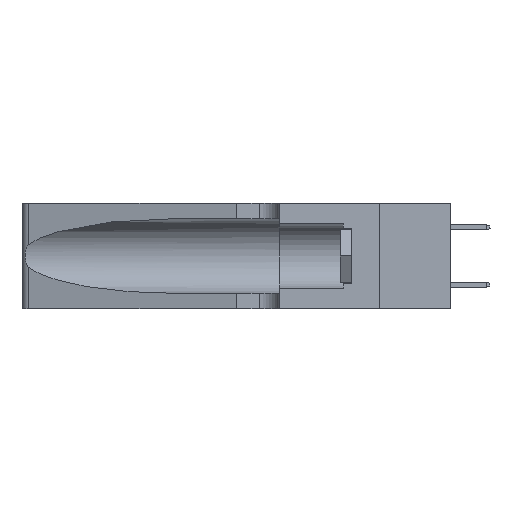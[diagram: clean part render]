
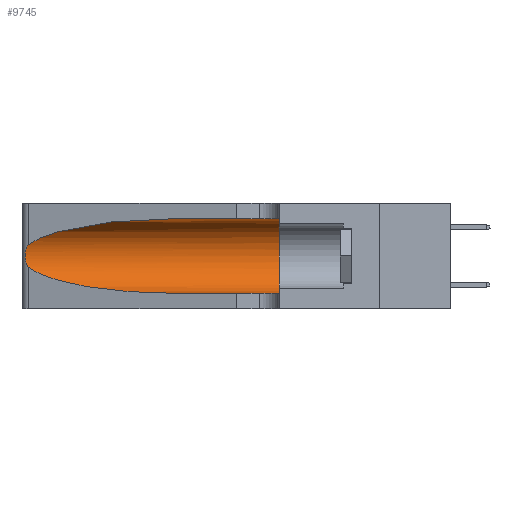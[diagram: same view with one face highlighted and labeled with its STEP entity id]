
A CAD part, left-side view. The second image highlights one B-rep face of the part: STEP entity #9745.
In plain terms, the highlighted cylindrical face has radius 3.308 mm (diameter 6.617 mm), a partial arc.
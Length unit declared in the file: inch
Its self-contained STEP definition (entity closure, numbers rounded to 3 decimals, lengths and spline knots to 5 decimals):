
#1838 = CIRCLE ( 'NONE', #3268, 0.13025 ) ;
#2018 = CARTESIAN_POINT ( 'NONE',  ( 0.25487, 1.22718, 0.22369 ) ) ;
#2033 = CARTESIAN_POINT ( 'NONE',  ( 0.26075, 1.23896, 0.19203 ) ) ;
#2486 = CARTESIAN_POINT ( 'NONE',  ( 0.26075, 1.23896, 0.178 ) ) ;
#2866 = EDGE_LOOP ( 'NONE', ( #26884, #31820, #17122, #31834, #34330, #15697 ) ) ;
#3239 = EDGE_CURVE ( 'NONE', #43339, #28921, #9309, .T. ) ;
#3268 = AXIS2_PLACEMENT_3D ( 'NONE', #41206, #16740, #16521 ) ;
#3522 = LINE ( 'NONE', #6899, #27418 ) ;
#3708 = LINE ( 'NONE', #41381, #3731 ) ;
#3731 = VECTOR ( 'NONE', #10678, 39.37008 ) ;
#5399 = CARTESIAN_POINT ( 'NONE',  ( 0.25487, 1.22718, 0.14631 ) ) ;
#6899 = CARTESIAN_POINT ( 'NONE',  ( 0.1305, 1.61858, 0.05475 ) ) ;
#7229 = EDGE_CURVE ( 'NONE', #15578, #43339, #30049, .T. ) ;
#7479 = CARTESIAN_POINT ( 'NONE',  ( 0.1305, 1.61858, 0.185 ) ) ;
#7663 = CARTESIAN_POINT ( 'NONE',  ( 0.1305, 0.72297, 0.31525 ) ) ;
#7691 = DIRECTION ( 'NONE',  ( 0., 0., -1. ) ) ;
#8438 = VERTEX_POINT ( 'NONE', #8773 ) ;
#8545 = CARTESIAN_POINT ( 'NONE',  ( 0.26018, 1.23835, 0.19895 ) ) ;
#8773 = CARTESIAN_POINT ( 'NONE',  ( 0.1305, 0.72297, 0.05475 ) ) ;
#8777 = CARTESIAN_POINT ( 'NONE',  ( 0.25555, 1.22994, 0.2215 ) ) ;
#8850 = CARTESIAN_POINT ( 'NONE',  ( 0.25487, 1.22718, 0.14631 ) ) ;
#9233 = CARTESIAN_POINT ( 'NONE',  ( 0.1305, 0.35, 0.31525 ) ) ;
#9309 = B_SPLINE_CURVE_WITH_KNOTS ( 'NONE', 3,
 ( #9455, #8777, #39257, #32604, #22209, #8545, #2033, #2486, #15693, #33026, #14683, #26052, #36154, #5399 ),
 .UNSPECIFIED., .F., .F.,
 ( 4, 2, 2, 2, 2, 2, 4 ),
 ( 0., 0.00027, 0.00053, 0.00107, 0.0016, 0.00187, 0.00214 ),
 .UNSPECIFIED. ) ;
#9455 = CARTESIAN_POINT ( 'NONE',  ( 0.25487, 1.22718, 0.22369 ) ) ;
#9745 = ADVANCED_FACE ( 'NONE', ( #31054 ), #38424, .F. ) ;
#10152 = VERTEX_POINT ( 'NONE', #9233 ) ;
#10678 = DIRECTION ( 'NONE',  ( 0., -1., 0. ) ) ;
#11069 = AXIS2_PLACEMENT_3D ( 'NONE', #7479, #13735, #7691 ) ;
#12432 = CARTESIAN_POINT ( 'NONE',  ( 0.2373, 1.15595, 0.08982 ) ) ;
#13715 = EDGE_CURVE ( 'NONE', #10152, #38656, #1838, .T. ) ;
#13735 = DIRECTION ( 'NONE',  ( 0., -1., 0. ) ) ;
#14683 = CARTESIAN_POINT ( 'NONE',  ( 0.25789, 1.23486, 0.15765 ) ) ;
#15380 = CARTESIAN_POINT ( 'NONE',  ( 0.25487, 1.22718, 0.14631 ) ) ;
#15578 = VERTEX_POINT ( 'NONE', #28411 ) ;
#15693 = CARTESIAN_POINT ( 'NONE',  ( 0.26017, 1.23833, 0.17102 ) ) ;
#15697 = ORIENTED_EDGE ( 'NONE', *, *, #36880, .F. ) ;
#16521 = DIRECTION ( 'NONE',  ( 0., 0., 1. ) ) ;
#16740 = DIRECTION ( 'NONE',  ( 0., 1., 0. ) ) ;
#17122 = ORIENTED_EDGE ( 'NONE', *, *, #38411, .T. ) ;
#22209 = CARTESIAN_POINT ( 'NONE',  ( 0.25854, 1.2359, 0.20912 ) ) ;
#22521 = CARTESIAN_POINT ( 'NONE',  ( 0.1305, 0.72297, 0.05475 ) ) ;
#26052 = CARTESIAN_POINT ( 'NONE',  ( 0.25639, 1.23186, 0.15144 ) ) ;
#26361 =( BOUNDED_CURVE ( )  B_SPLINE_CURVE ( 3, ( #8850, #12432, #43596, #22521 ),
 .UNSPECIFIED., .F., .T. ) 
 B_SPLINE_CURVE_WITH_KNOTS ( ( 4, 4 ),
 ( 3.44316, 4.71239 ),
 .UNSPECIFIED. ) 
 CURVE ( )  GEOMETRIC_REPRESENTATION_ITEM ( )  RATIONAL_B_SPLINE_CURVE ( ( 1., 0.87, 0.87, 1. ) ) 
 REPRESENTATION_ITEM ( '' )  );
#26884 = ORIENTED_EDGE ( 'NONE', *, *, #7229, .T. ) ;
#27418 = VECTOR ( 'NONE', #30935, 39.37008 ) ;
#28321 = CARTESIAN_POINT ( 'NONE',  ( 0.2373, 1.15595, 0.28018 ) ) ;
#28411 = CARTESIAN_POINT ( 'NONE',  ( 0.1305, 0.72297, 0.31525 ) ) ;
#28921 = VERTEX_POINT ( 'NONE', #15380 ) ;
#30049 =( BOUNDED_CURVE ( )  B_SPLINE_CURVE ( 3, ( #7663, #35028, #28321, #31697 ),
 .UNSPECIFIED., .F., .T. ) 
 B_SPLINE_CURVE_WITH_KNOTS ( ( 4, 4 ),
 ( 1.5708, 2.84003 ),
 .UNSPECIFIED. ) 
 CURVE ( )  GEOMETRIC_REPRESENTATION_ITEM ( )  RATIONAL_B_SPLINE_CURVE ( ( 1., 0.87, 0.87, 1. ) ) 
 REPRESENTATION_ITEM ( '' )  );
#30935 = DIRECTION ( 'NONE',  ( 0., -1., 0. ) ) ;
#31054 = FACE_OUTER_BOUND ( 'NONE', #2866, .T. ) ;
#31697 = CARTESIAN_POINT ( 'NONE',  ( 0.25487, 1.22718, 0.22369 ) ) ;
#31820 = ORIENTED_EDGE ( 'NONE', *, *, #3239, .T. ) ;
#31834 = ORIENTED_EDGE ( 'NONE', *, *, #36484, .T. ) ;
#32604 = CARTESIAN_POINT ( 'NONE',  ( 0.25787, 1.23484, 0.2124 ) ) ;
#33026 = CARTESIAN_POINT ( 'NONE',  ( 0.25856, 1.23593, 0.16098 ) ) ;
#34330 = ORIENTED_EDGE ( 'NONE', *, *, #13715, .F. ) ;
#34410 = CARTESIAN_POINT ( 'NONE',  ( 0.1305, 0.35, 0.05475 ) ) ;
#35028 = CARTESIAN_POINT ( 'NONE',  ( 0.18966, 0.96281, 0.31525 ) ) ;
#36154 = CARTESIAN_POINT ( 'NONE',  ( 0.25555, 1.22993, 0.14849 ) ) ;
#36484 = EDGE_CURVE ( 'NONE', #8438, #38656, #3522, .T. ) ;
#36880 = EDGE_CURVE ( 'NONE', #15578, #10152, #3708, .T. ) ;
#38411 = EDGE_CURVE ( 'NONE', #28921, #8438, #26361, .T. ) ;
#38424 = CYLINDRICAL_SURFACE ( 'NONE', #11069, 0.13025 ) ;
#38656 = VERTEX_POINT ( 'NONE', #34410 ) ;
#39257 = CARTESIAN_POINT ( 'NONE',  ( 0.25639, 1.23184, 0.21858 ) ) ;
#41206 = CARTESIAN_POINT ( 'NONE',  ( 0.1305, 0.35, 0.185 ) ) ;
#41381 = CARTESIAN_POINT ( 'NONE',  ( 0.1305, 1.61858, 0.31525 ) ) ;
#43339 = VERTEX_POINT ( 'NONE', #2018 ) ;
#43596 = CARTESIAN_POINT ( 'NONE',  ( 0.18966, 0.96281, 0.05475 ) ) ;
